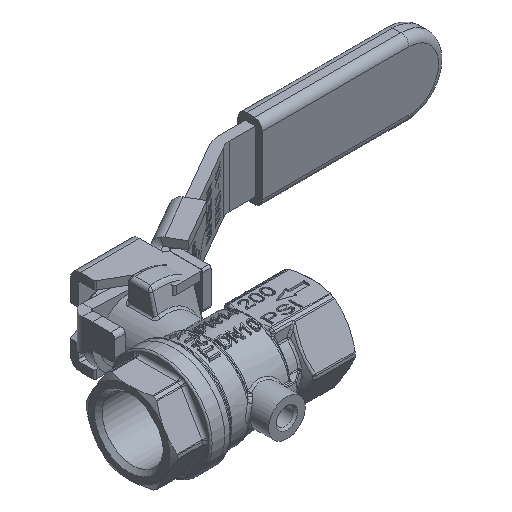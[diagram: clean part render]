
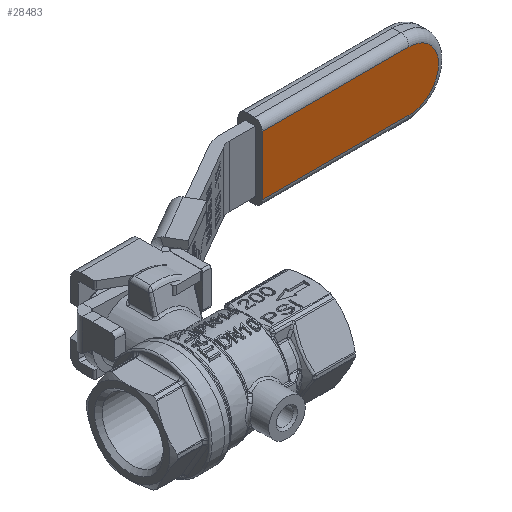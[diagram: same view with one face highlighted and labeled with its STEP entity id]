
A CAD part, isometric view. The second image highlights one B-rep face of the part: STEP entity #28483.
In plain terms, the highlighted face is planar.
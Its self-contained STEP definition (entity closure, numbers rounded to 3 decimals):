
#2191=PLANE('',#30651);
#4983=FACE_OUTER_BOUND('',#6688,.T.);
#6688=EDGE_LOOP('',(#26492,#26493,#26494,#26495));
#8919=LINE('',#60490,#11133);
#8922=LINE('',#60497,#11136);
#8942=LINE('',#60554,#11156);
#11133=VECTOR('',#36612,35.95);
#11136=VECTOR('',#36619,35.95);
#11156=VECTOR('',#36681,14.5);
#11820=CIRCLE('',#30623,7.25);
#14412=VERTEX_POINT('',#60479);
#14413=VERTEX_POINT('',#60481);
#14416=VERTEX_POINT('',#60488);
#14417=VERTEX_POINT('',#60493);
#18424=EDGE_CURVE('',#14412,#14413,#11820,.T.);
#18428=EDGE_CURVE('',#14416,#14412,#8919,.T.);
#18432=EDGE_CURVE('',#14413,#14417,#8922,.T.);
#18460=EDGE_CURVE('',#14417,#14416,#8942,.T.);
#26492=ORIENTED_EDGE('',*,*,#18428,.F.);
#26493=ORIENTED_EDGE('',*,*,#18460,.F.);
#26494=ORIENTED_EDGE('',*,*,#18432,.F.);
#26495=ORIENTED_EDGE('',*,*,#18424,.F.);
#28483=ADVANCED_FACE('',(#4983),#2191,.F.);
#30623=AXIS2_PLACEMENT_3D('',#60482,#36602,#36603);
#30651=AXIS2_PLACEMENT_3D('',#60555,#36682,#36683);
#36602=DIRECTION('center_axis',(0.,0.,1.));
#36603=DIRECTION('ref_axis',(1.,0.,0.));
#36612=DIRECTION('',(1.,0.,0.));
#36619=DIRECTION('',(-1.,0.,0.));
#36681=DIRECTION('',(0.,-1.,0.));
#36682=DIRECTION('center_axis',(0.,0.,1.));
#36683=DIRECTION('ref_axis',(1.,0.,0.));
#60479=CARTESIAN_POINT('',(34.2,-7.25,0.));
#60481=CARTESIAN_POINT('',(34.2,7.25,0.));
#60482=CARTESIAN_POINT('Origin',(34.2,0.,0.));
#60488=CARTESIAN_POINT('',(-1.75,-7.25,0.));
#60490=CARTESIAN_POINT('',(26.653,-7.25,0.));
#60493=CARTESIAN_POINT('',(-1.75,7.25,0.));
#60497=CARTESIAN_POINT('',(8.678,7.25,0.));
#60554=CARTESIAN_POINT('',(-1.75,9.25,0.));
#60555=CARTESIAN_POINT('Origin',(19.105,0.,0.));
